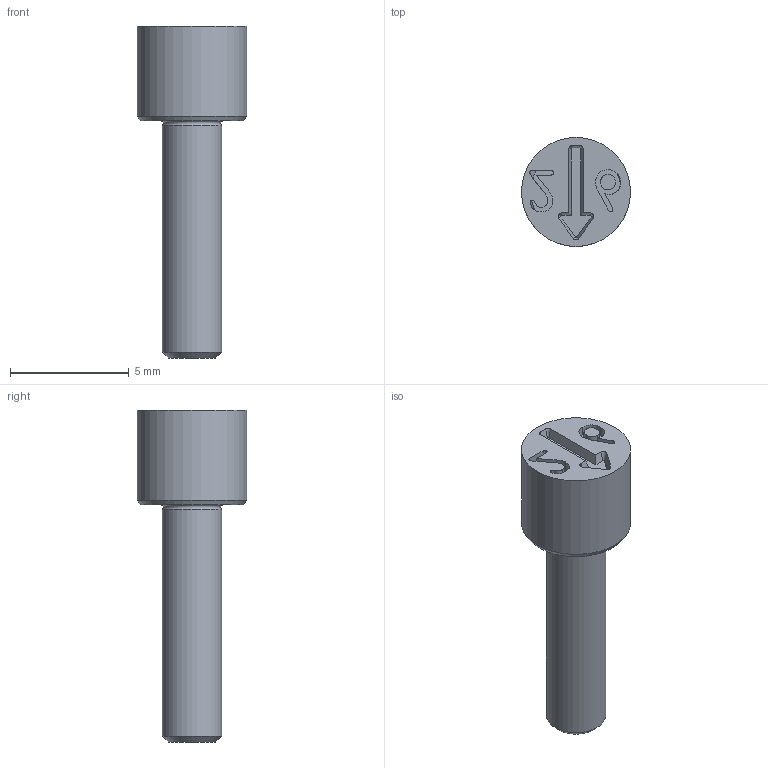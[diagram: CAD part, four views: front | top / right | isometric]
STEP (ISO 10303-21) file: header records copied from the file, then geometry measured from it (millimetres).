
FILE_DESCRIPTION(/* description */ (''),/* implementation_level */ '2;1');
FILE_NAME(/* name */ 'Dati-2100_F$8$Jahr.stp',/* time_stamp */ '2025-09-17T15:59:56+02:00',/* author */ ('olafg'),/* organization */ (''),/* preprocessor_version */ 'ST-DEVELOPER v20',/* originating_system */ 'Autodesk Inventor 2024',/* authorisation */ '');
FILE_SCHEMA (('AUTOMOTIVE_DESIGN { 1 0 10303 214 3 1 1 }'));
Length unit declared in the file: millimetre
Products named in the file (1): 2010-05-00 Stelleinsatz
Bounding box: 4.6 x 4.6 x 14 mm (x, y, z)
Volume: 113.3 mm3; surface area: 186.4 mm2
Topology: 1 solids, 1 shells, 67 faces, 178 edges, 118 vertices
Faces by surface type: bspline 26, plane 22, cone 13, cylinder 5, torus 1
Full cylindrical faces by diameter (mm): 2.5 x1, 4.6 x1
Entity records: 2413 total; most frequent: CARTESIAN_POINT 888, ORIENTED_EDGE 356, DIRECTION 222, EDGE_CURVE 178, VERTEX_POINT 118, LINE 82, VECTOR 82, EDGE_LOOP 72
